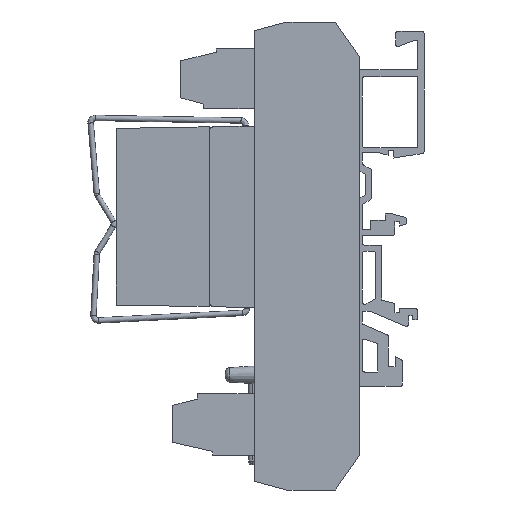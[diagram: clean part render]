
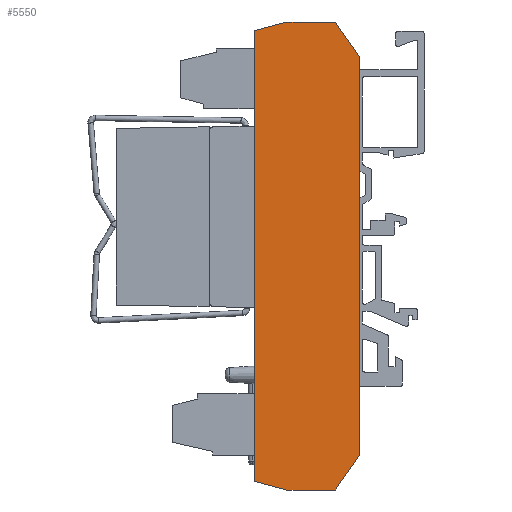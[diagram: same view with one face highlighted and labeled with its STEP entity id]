
A CAD part, left-side view. The second image highlights one B-rep face of the part: STEP entity #5550.
In plain terms, the highlighted planar face has unit normal (-1, 0, 0).
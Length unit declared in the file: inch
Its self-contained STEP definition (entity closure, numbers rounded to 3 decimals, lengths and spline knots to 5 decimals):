
#319 = CARTESIAN_POINT ( 'NONE',  ( -0.44, 0.11151, 1.43396 ) ) ;
#566 = CARTESIAN_POINT ( 'NONE',  ( -0.44, -0.68, -1.2966 ) ) ;
#874 = CARTESIAN_POINT ( 'NONE',  ( -0.44, -0.57503, -1.4465 ) ) ;
#949 = DIRECTION ( 'NONE',  ( 0., 0., 1. ) ) ;
#1003 = ORIENTED_EDGE ( 'NONE', *, *, #3959, .F. ) ;
#1133 = LINE ( 'NONE', #5089, #7641 ) ;
#1201 = LINE ( 'NONE', #874, #7700 ) ;
#1328 = LINE ( 'NONE', #4821, #5845 ) ;
#1414 = ORIENTED_EDGE ( 'NONE', *, *, #10223, .F. ) ;
#1418 = CARTESIAN_POINT ( 'NONE',  ( -0.44, -0.52357, 1.52 ) ) ;
#1740 = CARTESIAN_POINT ( 'NONE',  ( -0.44, 0., -1.46384 ) ) ;
#1897 = ORIENTED_EDGE ( 'NONE', *, *, #7134, .F. ) ;
#2067 = ORIENTED_EDGE ( 'NONE', *, *, #7471, .T. ) ;
#2226 = CARTESIAN_POINT ( 'NONE',  ( -0.44, -0.2096, 1.52 ) ) ;
#2483 = VERTEX_POINT ( 'NONE', #1418 ) ;
#2722 = PLANE ( 'NONE',  #9155 ) ;
#2879 = VECTOR ( 'NONE', #5448, 39.37008 ) ;
#3147 = VECTOR ( 'NONE', #5192, 39.37008 ) ;
#3304 = ORIENTED_EDGE ( 'NONE', *, *, #6482, .T. ) ;
#3426 = LINE ( 'NONE', #8593, #3147 ) ;
#3610 = DIRECTION ( 'NONE',  ( 0., 0., 1. ) ) ;
#3910 = LINE ( 'NONE', #6885, #6140 ) ;
#3959 = EDGE_CURVE ( 'NONE', #7657, #7524, #3910, .T. ) ;
#3969 = LINE ( 'NONE', #9421, #7924 ) ;
#4821 = CARTESIAN_POINT ( 'NONE',  ( -0.44, -2.00337, -0.59337 ) ) ;
#4921 = DIRECTION ( 'NONE',  ( 0., 0.966, 0.259 ) ) ;
#5089 = CARTESIAN_POINT ( 'NONE',  ( -0.44, -0.68, 1.52 ) ) ;
#5116 = DIRECTION ( 'NONE',  ( 0., 1., 0. ) ) ;
#5137 = LINE ( 'NONE', #319, #2879 ) ;
#5192 = DIRECTION ( 'NONE',  ( 0., 1., 0. ) ) ;
#5448 = DIRECTION ( 'NONE',  ( 0., 0.966, -0.259 ) ) ;
#5550 = ADVANCED_FACE ( 'NONE', ( #5833 ), #2722, .T. ) ;
#5766 = CARTESIAN_POINT ( 'NONE',  ( -0.44, -0.2096, -1.52 ) ) ;
#5833 = FACE_OUTER_BOUND ( 'NONE', #7395, .T. ) ;
#5845 = VECTOR ( 'NONE', #9872, 39.37008 ) ;
#6072 = EDGE_CURVE ( 'NONE', #6200, #7524, #5137, .T. ) ;
#6106 = CARTESIAN_POINT ( 'NONE',  ( -0.44, -0.68, -1.52 ) ) ;
#6140 = VECTOR ( 'NONE', #949, 39.37008 ) ;
#6200 = VERTEX_POINT ( 'NONE', #2226 ) ;
#6482 = EDGE_CURVE ( 'NONE', #2483, #6200, #1133, .T. ) ;
#6575 = ORIENTED_EDGE ( 'NONE', *, *, #6072, .T. ) ;
#6885 = CARTESIAN_POINT ( 'NONE',  ( -0.44, 0., -1.52 ) ) ;
#6987 = ORIENTED_EDGE ( 'NONE', *, *, #8723, .F. ) ;
#7134 = EDGE_CURVE ( 'NONE', #9386, #8191, #1201, .T. ) ;
#7194 = VECTOR ( 'NONE', #4921, 39.37008 ) ;
#7395 = EDGE_LOOP ( 'NONE', ( #8304, #2067, #3304, #6575, #1003, #1414, #6987, #1897 ) ) ;
#7471 = EDGE_CURVE ( 'NONE', #10389, #2483, #1328, .T. ) ;
#7524 = VERTEX_POINT ( 'NONE', #10752 ) ;
#7641 = VECTOR ( 'NONE', #5116, 39.37008 ) ;
#7657 = VERTEX_POINT ( 'NONE', #1740 ) ;
#7700 = VECTOR ( 'NONE', #9353, 39.37008 ) ;
#7924 = VECTOR ( 'NONE', #10232, 39.37008 ) ;
#8191 = VERTEX_POINT ( 'NONE', #10224 ) ;
#8304 = ORIENTED_EDGE ( 'NONE', *, *, #8720, .T. ) ;
#8593 = CARTESIAN_POINT ( 'NONE',  ( -0.44, -0.68, -1.52 ) ) ;
#8683 = DIRECTION ( 'NONE',  ( -1., 0., 0. ) ) ;
#8720 = EDGE_CURVE ( 'NONE', #9386, #10389, #3969, .T. ) ;
#8723 = EDGE_CURVE ( 'NONE', #8191, #10644, #3426, .T. ) ;
#9155 = AXIS2_PLACEMENT_3D ( 'NONE', #6106, #8683, #3610 ) ;
#9353 = DIRECTION ( 'NONE',  ( 0., 0.574, -0.819 ) ) ;
#9386 = VERTEX_POINT ( 'NONE', #566 ) ;
#9421 = CARTESIAN_POINT ( 'NONE',  ( -0.44, -0.68, -1.52 ) ) ;
#9459 = LINE ( 'NONE', #10772, #7194 ) ;
#9872 = DIRECTION ( 'NONE',  ( 0., 0.574, 0.819 ) ) ;
#10223 = EDGE_CURVE ( 'NONE', #10644, #7657, #9459, .T. ) ;
#10224 = CARTESIAN_POINT ( 'NONE',  ( -0.44, -0.52357, -1.52 ) ) ;
#10232 = DIRECTION ( 'NONE',  ( 0., 0., 1. ) ) ;
#10240 = CARTESIAN_POINT ( 'NONE',  ( -0.44, -0.68, 1.2966 ) ) ;
#10389 = VERTEX_POINT ( 'NONE', #10240 ) ;
#10644 = VERTEX_POINT ( 'NONE', #5766 ) ;
#10752 = CARTESIAN_POINT ( 'NONE',  ( -0.44, 0., 1.46384 ) ) ;
#10772 = CARTESIAN_POINT ( 'NONE',  ( -0.44, -0.64849, -1.6376 ) ) ;
